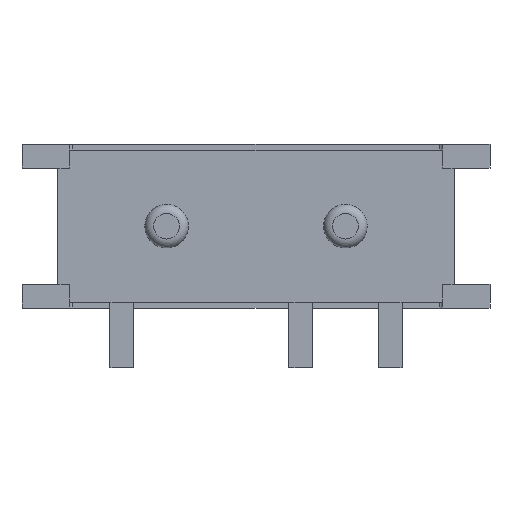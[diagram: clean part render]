
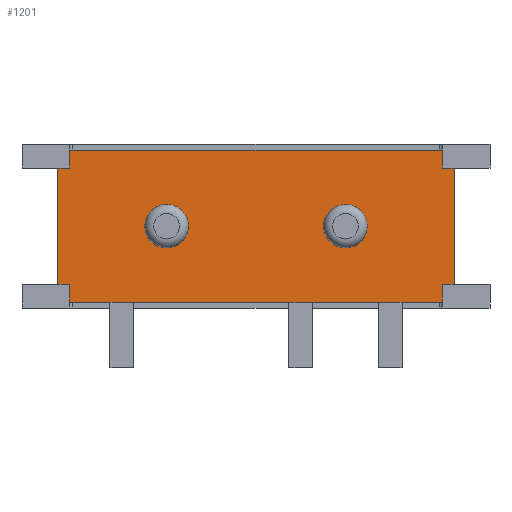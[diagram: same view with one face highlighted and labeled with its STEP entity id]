
A CAD part, front view. The second image highlights one B-rep face of the part: STEP entity #1201.
In plain terms, the highlighted planar face has unit normal (0, -1, 0).
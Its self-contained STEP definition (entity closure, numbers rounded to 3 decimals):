
#14=FACE_BOUND('',#460,.T.);
#15=FACE_BOUND('',#461,.T.);
#20=LINE('',#1725,#171);
#21=LINE('',#1727,#172);
#26=LINE('',#1737,#177);
#27=LINE('',#1739,#178);
#28=LINE('',#1741,#179);
#29=LINE('',#1743,#180);
#30=LINE('',#1745,#181);
#31=LINE('',#1747,#182);
#32=LINE('',#1749,#183);
#33=LINE('',#1751,#184);
#34=LINE('',#1753,#185);
#35=LINE('',#1755,#186);
#36=LINE('',#1757,#187);
#37=LINE('',#1759,#188);
#38=LINE('',#1761,#189);
#39=LINE('',#1763,#190);
#40=LINE('',#1765,#191);
#41=LINE('',#1766,#192);
#171=VECTOR('',#1402,10.);
#172=VECTOR('',#1403,10.);
#177=VECTOR('',#1410,10.);
#178=VECTOR('',#1411,10.);
#179=VECTOR('',#1412,10.);
#180=VECTOR('',#1413,10.);
#181=VECTOR('',#1414,10.);
#182=VECTOR('',#1415,10.);
#183=VECTOR('',#1416,10.);
#184=VECTOR('',#1417,10.);
#185=VECTOR('',#1418,10.);
#186=VECTOR('',#1419,10.);
#187=VECTOR('',#1420,10.);
#188=VECTOR('',#1421,10.);
#189=VECTOR('',#1422,10.);
#190=VECTOR('',#1423,10.);
#191=VECTOR('',#1424,10.);
#192=VECTOR('',#1425,10.);
#331=PLANE('',#1292);
#392=FACE_OUTER_BOUND('',#459,.T.);
#459=EDGE_LOOP('',(#858,#859,#860,#861,#862,#863,#864,#865,#866,#867,#868,
#869,#870,#871,#872,#873,#874,#875));
#460=EDGE_LOOP('',(#876));
#461=EDGE_LOOP('',(#877));
#527=CIRCLE('',#1282,0.365);
#532=CIRCLE('',#1290,0.365);
#548=VERTEX_POINT('',#1706);
#552=VERTEX_POINT('',#1719);
#553=VERTEX_POINT('',#1723);
#554=VERTEX_POINT('',#1724);
#555=VERTEX_POINT('',#1726);
#559=VERTEX_POINT('',#1736);
#560=VERTEX_POINT('',#1738);
#561=VERTEX_POINT('',#1740);
#562=VERTEX_POINT('',#1742);
#563=VERTEX_POINT('',#1744);
#564=VERTEX_POINT('',#1746);
#565=VERTEX_POINT('',#1748);
#566=VERTEX_POINT('',#1750);
#567=VERTEX_POINT('',#1752);
#568=VERTEX_POINT('',#1754);
#569=VERTEX_POINT('',#1756);
#570=VERTEX_POINT('',#1758);
#571=VERTEX_POINT('',#1760);
#572=VERTEX_POINT('',#1762);
#573=VERTEX_POINT('',#1764);
#662=EDGE_CURVE('',#548,#548,#527,.T.);
#668=EDGE_CURVE('',#552,#552,#532,.T.);
#669=EDGE_CURVE('',#553,#554,#20,.T.);
#670=EDGE_CURVE('',#555,#553,#21,.T.);
#675=EDGE_CURVE('',#554,#559,#26,.T.);
#676=EDGE_CURVE('',#559,#560,#27,.T.);
#677=EDGE_CURVE('',#560,#561,#28,.T.);
#678=EDGE_CURVE('',#562,#561,#29,.T.);
#679=EDGE_CURVE('',#562,#563,#30,.T.);
#680=EDGE_CURVE('',#563,#564,#31,.T.);
#681=EDGE_CURVE('',#564,#565,#32,.T.);
#682=EDGE_CURVE('',#566,#565,#33,.T.);
#683=EDGE_CURVE('',#566,#567,#34,.T.);
#684=EDGE_CURVE('',#568,#567,#35,.T.);
#685=EDGE_CURVE('',#568,#569,#36,.T.);
#686=EDGE_CURVE('',#570,#569,#37,.T.);
#687=EDGE_CURVE('',#570,#571,#38,.T.);
#688=EDGE_CURVE('',#571,#572,#39,.T.);
#689=EDGE_CURVE('',#572,#573,#40,.T.);
#690=EDGE_CURVE('',#555,#573,#41,.T.);
#858=ORIENTED_EDGE('',*,*,#669,.T.);
#859=ORIENTED_EDGE('',*,*,#675,.T.);
#860=ORIENTED_EDGE('',*,*,#676,.T.);
#861=ORIENTED_EDGE('',*,*,#677,.T.);
#862=ORIENTED_EDGE('',*,*,#678,.F.);
#863=ORIENTED_EDGE('',*,*,#679,.T.);
#864=ORIENTED_EDGE('',*,*,#680,.T.);
#865=ORIENTED_EDGE('',*,*,#681,.T.);
#866=ORIENTED_EDGE('',*,*,#682,.F.);
#867=ORIENTED_EDGE('',*,*,#683,.T.);
#868=ORIENTED_EDGE('',*,*,#684,.F.);
#869=ORIENTED_EDGE('',*,*,#685,.T.);
#870=ORIENTED_EDGE('',*,*,#686,.F.);
#871=ORIENTED_EDGE('',*,*,#687,.T.);
#872=ORIENTED_EDGE('',*,*,#688,.T.);
#873=ORIENTED_EDGE('',*,*,#689,.T.);
#874=ORIENTED_EDGE('',*,*,#690,.F.);
#875=ORIENTED_EDGE('',*,*,#670,.T.);
#876=ORIENTED_EDGE('',*,*,#662,.T.);
#877=ORIENTED_EDGE('',*,*,#668,.T.);
#1201=ADVANCED_FACE('',(#392,#14,#15),#331,.F.);
#1282=AXIS2_PLACEMENT_3D('',#1708,#1381,#1382);
#1290=AXIS2_PLACEMENT_3D('',#1721,#1398,#1399);
#1292=AXIS2_PLACEMENT_3D('',#1735,#1408,#1409);
#1381=DIRECTION('center_axis',(0.,1.,0.));
#1382=DIRECTION('ref_axis',(1.,0.,0.));
#1398=DIRECTION('center_axis',(0.,1.,0.));
#1399=DIRECTION('ref_axis',(1.,0.,0.));
#1402=DIRECTION('',(0.,0.,1.));
#1403=DIRECTION('',(-1.,0.,0.));
#1408=DIRECTION('center_axis',(0.,1.,0.));
#1409=DIRECTION('ref_axis',(1.,0.,0.));
#1410=DIRECTION('',(-1.,0.,0.));
#1411=DIRECTION('',(0.,0.,-1.));
#1412=DIRECTION('',(-1.,0.,0.));
#1413=DIRECTION('',(0.,0.,1.));
#1414=DIRECTION('',(1.,0.,0.));
#1415=DIRECTION('',(0.,0.,-1.));
#1416=DIRECTION('',(1.,0.,0.));
#1417=DIRECTION('',(-1.,0.,0.));
#1418=DIRECTION('',(1.,0.,0.));
#1419=DIRECTION('',(-1.,0.,0.));
#1420=DIRECTION('',(1.,0.,0.));
#1421=DIRECTION('',(-1.,0.,0.));
#1422=DIRECTION('',(1.,0.,0.));
#1423=DIRECTION('',(0.,0.,1.));
#1424=DIRECTION('',(1.,0.,0.));
#1425=DIRECTION('',(0.,0.,-1.));
#1706=CARTESIAN_POINT('',(-1.865,0.,0.));
#1708=CARTESIAN_POINT('Origin',(-1.5,0.,0.));
#1719=CARTESIAN_POINT('',(1.135,0.,0.));
#1721=CARTESIAN_POINT('Origin',(1.5,0.,0.));
#1723=CARTESIAN_POINT('',(3.125,0.,0.975));
#1724=CARTESIAN_POINT('',(3.125,0.,1.275));
#1725=CARTESIAN_POINT('',(3.125,0.,0.638));
#1726=CARTESIAN_POINT('',(3.325,0.,0.975));
#1727=CARTESIAN_POINT('',(1.563,0.,0.975));
#1735=CARTESIAN_POINT('Origin',(0.,0.,0.));
#1736=CARTESIAN_POINT('',(-3.125,0.,1.275));
#1737=CARTESIAN_POINT('',(0.,0.,1.275));
#1738=CARTESIAN_POINT('',(-3.125,0.,0.975));
#1739=CARTESIAN_POINT('',(-3.125,0.,0.488));
#1740=CARTESIAN_POINT('',(-3.325,0.,0.975));
#1741=CARTESIAN_POINT('',(-1.663,0.,0.975));
#1742=CARTESIAN_POINT('',(-3.325,0.,-0.975));
#1743=CARTESIAN_POINT('',(-3.325,0.,-1.375));
#1744=CARTESIAN_POINT('',(-3.125,0.,-0.975));
#1745=CARTESIAN_POINT('',(-1.563,0.,-0.975));
#1746=CARTESIAN_POINT('',(-3.125,0.,-1.275));
#1747=CARTESIAN_POINT('',(-3.125,0.,-0.638));
#1748=CARTESIAN_POINT('',(-2.45,0.,-1.275));
#1749=CARTESIAN_POINT('',(0.,0.,-1.275));
#1750=CARTESIAN_POINT('',(-2.05,0.,-1.275));
#1751=CARTESIAN_POINT('',(-1.225,0.,-1.275));
#1752=CARTESIAN_POINT('',(0.55,0.,-1.275));
#1753=CARTESIAN_POINT('',(0.,0.,-1.275));
#1754=CARTESIAN_POINT('',(0.95,0.,-1.275));
#1755=CARTESIAN_POINT('',(0.275,0.,-1.275));
#1756=CARTESIAN_POINT('',(2.05,0.,-1.275));
#1757=CARTESIAN_POINT('',(0.,0.,-1.275));
#1758=CARTESIAN_POINT('',(2.45,0.,-1.275));
#1759=CARTESIAN_POINT('',(1.025,0.,-1.275));
#1760=CARTESIAN_POINT('',(3.125,0.,-1.275));
#1761=CARTESIAN_POINT('',(0.,0.,-1.275));
#1762=CARTESIAN_POINT('',(3.125,0.,-0.975));
#1763=CARTESIAN_POINT('',(3.125,0.,-0.488));
#1764=CARTESIAN_POINT('',(3.325,0.,-0.975));
#1765=CARTESIAN_POINT('',(1.663,0.,-0.975));
#1766=CARTESIAN_POINT('',(3.325,0.,1.375));
